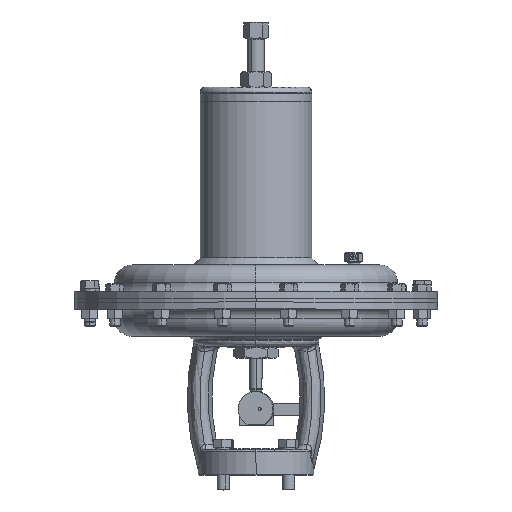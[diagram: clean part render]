
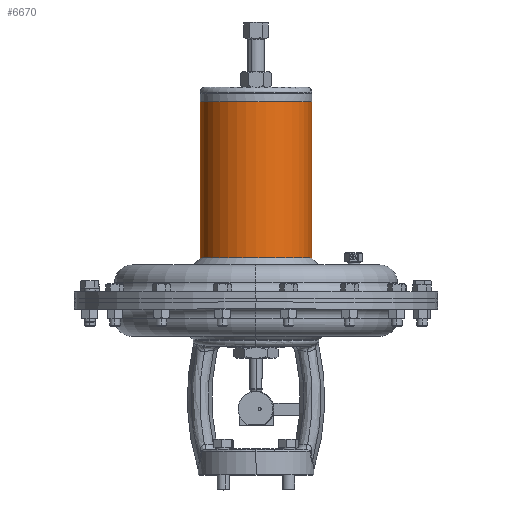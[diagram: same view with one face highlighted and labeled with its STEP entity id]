
A CAD part, top view. The second image highlights one B-rep face of the part: STEP entity #6670.
In plain terms, the highlighted cylindrical face has radius 50.698 mm (diameter 101.397 mm), a partial arc.
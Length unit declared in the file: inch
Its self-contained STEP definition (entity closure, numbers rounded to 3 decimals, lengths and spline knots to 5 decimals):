
#2234 = AXIS2_PLACEMENT_3D ( 'NONE', #47610, #69817, #36278 ) ;
#3855 = CARTESIAN_POINT ( 'NONE',  ( 0., 7.13613, 0. ) ) ;
#4491 = DIRECTION ( 'NONE',  ( 0., -1., 0. ) ) ;
#5308 = EDGE_CURVE ( 'NONE', #32712, #48129, #38587, .T. ) ;
#6670 = ADVANCED_FACE ( 'NONE', ( #50609 ), #51324, .T. ) ;
#10158 = VECTOR ( 'NONE', #39710, 39.37008 ) ;
#11255 = DIRECTION ( 'NONE',  ( 0., -1., 0. ) ) ;
#12348 = VECTOR ( 'NONE', #4491, 39.37008 ) ;
#12375 = DIRECTION ( 'NONE',  ( 1., 0., 0.003 ) ) ;
#14319 = VERTEX_POINT ( 'NONE', #14590 ) ;
#14590 = CARTESIAN_POINT ( 'NONE',  ( -1.99599, 13.52009, -0.00549 ) ) ;
#15596 = CARTESIAN_POINT ( 'NONE',  ( 1.99599, 7.13613, 0.00549 ) ) ;
#19999 = ORIENTED_EDGE ( 'NONE', *, *, #73229, .F. ) ;
#20314 = AXIS2_PLACEMENT_3D ( 'NONE', #62530, #11255, #12375 ) ;
#20781 = EDGE_CURVE ( 'NONE', #14319, #46610, #21413, .T. ) ;
#21413 = LINE ( 'NONE', #45185, #12348 ) ;
#25725 = EDGE_CURVE ( 'NONE', #32712, #14319, #43240, .T. ) ;
#32194 = CARTESIAN_POINT ( 'NONE',  ( 1.99599, 13.52009, 0.00549 ) ) ;
#32712 = VERTEX_POINT ( 'NONE', #32194 ) ;
#36278 = DIRECTION ( 'NONE',  ( 1., 0., 0.003 ) ) ;
#38333 = AXIS2_PLACEMENT_3D ( 'NONE', #3855, #50960, #73554 ) ;
#38587 = LINE ( 'NONE', #15596, #10158 ) ;
#39710 = DIRECTION ( 'NONE',  ( 0., -1., 0. ) ) ;
#43240 = CIRCLE ( 'NONE', #20314, 1.996 ) ;
#43777 = CARTESIAN_POINT ( 'NONE',  ( -1.99599, 7.93413, -0.00549 ) ) ;
#45185 = CARTESIAN_POINT ( 'NONE',  ( -1.99599, 7.13613, -0.00549 ) ) ;
#45231 = CARTESIAN_POINT ( 'NONE',  ( 1.99599, 7.93413, 0.00549 ) ) ;
#46610 = VERTEX_POINT ( 'NONE', #43777 ) ;
#47610 = CARTESIAN_POINT ( 'NONE',  ( 0., 7.93413, 0. ) ) ;
#48129 = VERTEX_POINT ( 'NONE', #45231 ) ;
#50609 = FACE_OUTER_BOUND ( 'NONE', #64838, .T. ) ;
#50960 = DIRECTION ( 'NONE',  ( 0., -1., 0. ) ) ;
#51324 = CYLINDRICAL_SURFACE ( 'NONE', #38333, 1.996 ) ;
#62009 = ORIENTED_EDGE ( 'NONE', *, *, #25725, .T. ) ;
#62530 = CARTESIAN_POINT ( 'NONE',  ( 0., 13.52009, 0. ) ) ;
#64838 = EDGE_LOOP ( 'NONE', ( #62009, #64930, #19999, #66400 ) ) ;
#64930 = ORIENTED_EDGE ( 'NONE', *, *, #20781, .T. ) ;
#66400 = ORIENTED_EDGE ( 'NONE', *, *, #5308, .F. ) ;
#69817 = DIRECTION ( 'NONE',  ( 0., -1., 0. ) ) ;
#70812 = CIRCLE ( 'NONE', #2234, 1.996 ) ;
#73229 = EDGE_CURVE ( 'NONE', #48129, #46610, #70812, .T. ) ;
#73554 = DIRECTION ( 'NONE',  ( 1., 0., 0.003 ) ) ;
